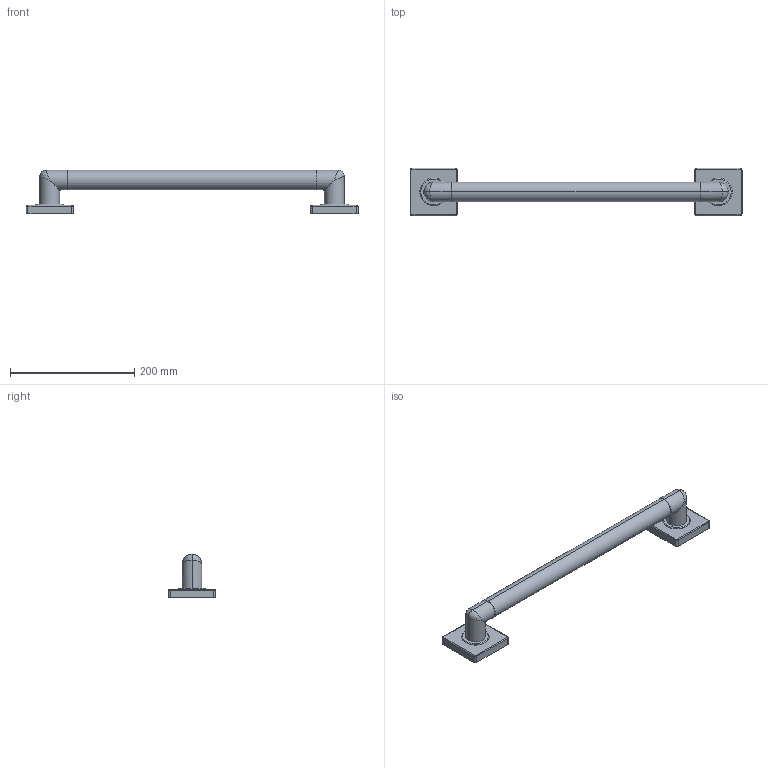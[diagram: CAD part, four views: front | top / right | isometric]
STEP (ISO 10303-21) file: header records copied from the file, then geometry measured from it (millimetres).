
FILE_DESCRIPTION((''),'2;1');
FILE_NAME('2040-3918','2021-07-09T16:42:46',('jinson.thomas'),(''),'CREO PARAMETRIC BY PTC INC, 2018400','CREO PARAMETRIC BY PTC INC, 2018400','');
FILE_SCHEMA(('CONFIG_CONTROL_DESIGN'));
Length unit declared in the file: inch
Products named in the file (1): 2040-3918
Bounding box: 533.4 x 76.2 x 69.98 mm (x, y, z)
Volume: 583954.2 mm3; surface area: 82840.4 mm2
Topology: 1 solids, 1 shells, 72 faces, 154 edges, 88 vertices
Faces by surface type: cylinder 30, plane 14, torus 12, bspline 8, cone 8
Entity records: 2682 total; most frequent: CARTESIAN_POINT 1098, DIRECTION 342, ORIENTED_EDGE 308, EDGE_CURVE 154, AXIS2_PLACEMENT_3D 140, VERTEX_POINT 88, EDGE_LOOP 76, CIRCLE 76
